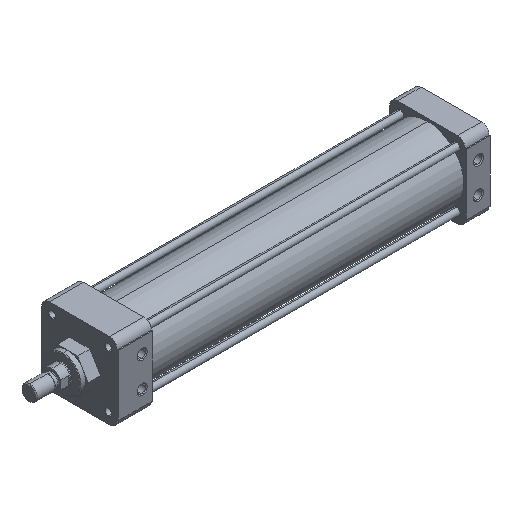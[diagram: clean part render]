
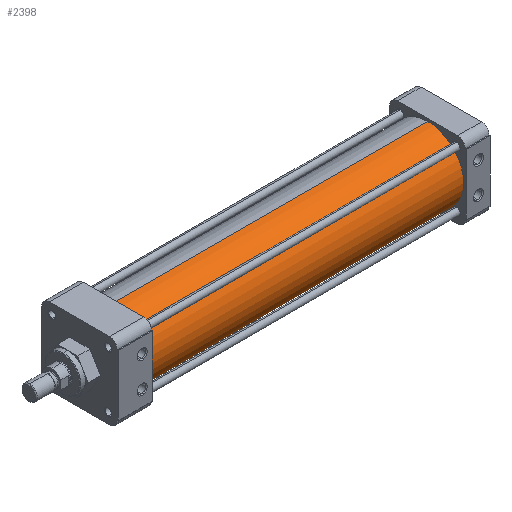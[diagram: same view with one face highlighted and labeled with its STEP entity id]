
A CAD part, isometric view. The second image highlights one B-rep face of the part: STEP entity #2398.
In plain terms, the highlighted cylindrical face has radius 44.45 mm (diameter 88.9 mm), a partial arc.
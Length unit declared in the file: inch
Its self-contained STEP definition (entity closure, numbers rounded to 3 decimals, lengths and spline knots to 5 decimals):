
#483 = DIRECTION ( 'NONE',  ( -1., 0., 0. ) ) ;
#541 = DIRECTION ( 'NONE',  ( 0., 0., -1. ) ) ;
#776 = LINE ( 'NONE', #13302, #3818 ) ;
#1004 = AXIS2_PLACEMENT_3D ( 'NONE', #7297, #483, #8448 ) ;
#1475 = CARTESIAN_POINT ( 'NONE',  ( 17.076, 0., -1.75 ) ) ;
#1648 = DIRECTION ( 'NONE',  ( 0., 0., -1. ) ) ;
#1742 = LINE ( 'NONE', #11661, #10460 ) ;
#2398 = ADVANCED_FACE ( 'NONE', ( #10445 ), #5624, .T. ) ;
#2796 = DIRECTION ( 'NONE',  ( 1., 0., 0. ) ) ;
#3311 = CARTESIAN_POINT ( 'NONE',  ( 17.076, 0., 1.75 ) ) ;
#3684 = EDGE_CURVE ( 'NONE', #12963, #5130, #1742, .T. ) ;
#3818 = VECTOR ( 'NONE', #6513, 39.37008 ) ;
#3928 = CARTESIAN_POINT ( 'NONE',  ( 17.076, 0., 0. ) ) ;
#4339 = EDGE_CURVE ( 'NONE', #5773, #4439, #776, .T. ) ;
#4439 = VERTEX_POINT ( 'NONE', #3311 ) ;
#4633 = CARTESIAN_POINT ( 'NONE',  ( 1.67, 0., -1.75 ) ) ;
#5130 = VERTEX_POINT ( 'NONE', #1475 ) ;
#5624 = CYLINDRICAL_SURFACE ( 'NONE', #14552, 1.75 ) ;
#5773 = VERTEX_POINT ( 'NONE', #6892 ) ;
#5978 = DIRECTION ( 'NONE',  ( 1., 0., 0. ) ) ;
#6513 = DIRECTION ( 'NONE',  ( 1., 0., 0. ) ) ;
#6892 = CARTESIAN_POINT ( 'NONE',  ( 1.67, 0., 1.75 ) ) ;
#7202 = CIRCLE ( 'NONE', #10329, 1.75 ) ;
#7297 = CARTESIAN_POINT ( 'NONE',  ( 17.076, 0., 0. ) ) ;
#7345 = DIRECTION ( 'NONE',  ( 1., 0., 0. ) ) ;
#7350 = ORIENTED_EDGE ( 'NONE', *, *, #13159, .T. ) ;
#8448 = DIRECTION ( 'NONE',  ( 0., 0., -1. ) ) ;
#9342 = EDGE_CURVE ( 'NONE', #5773, #12963, #7202, .T. ) ;
#10156 = CIRCLE ( 'NONE', #1004, 1.75 ) ;
#10329 = AXIS2_PLACEMENT_3D ( 'NONE', #14158, #7345, #541 ) ;
#10445 = FACE_OUTER_BOUND ( 'NONE', #13871, .T. ) ;
#10460 = VECTOR ( 'NONE', #5978, 39.37008 ) ;
#10862 = ORIENTED_EDGE ( 'NONE', *, *, #3684, .T. ) ;
#11661 = CARTESIAN_POINT ( 'NONE',  ( 17.076, 0., -1.75 ) ) ;
#12963 = VERTEX_POINT ( 'NONE', #4633 ) ;
#13159 = EDGE_CURVE ( 'NONE', #5130, #4439, #10156, .T. ) ;
#13302 = CARTESIAN_POINT ( 'NONE',  ( 17.076, 0., 1.75 ) ) ;
#13871 = EDGE_LOOP ( 'NONE', ( #14215, #14546, #10862, #7350 ) ) ;
#14158 = CARTESIAN_POINT ( 'NONE',  ( 1.67, 0., 0. ) ) ;
#14215 = ORIENTED_EDGE ( 'NONE', *, *, #4339, .F. ) ;
#14546 = ORIENTED_EDGE ( 'NONE', *, *, #9342, .T. ) ;
#14552 = AXIS2_PLACEMENT_3D ( 'NONE', #3928, #2796, #1648 ) ;
